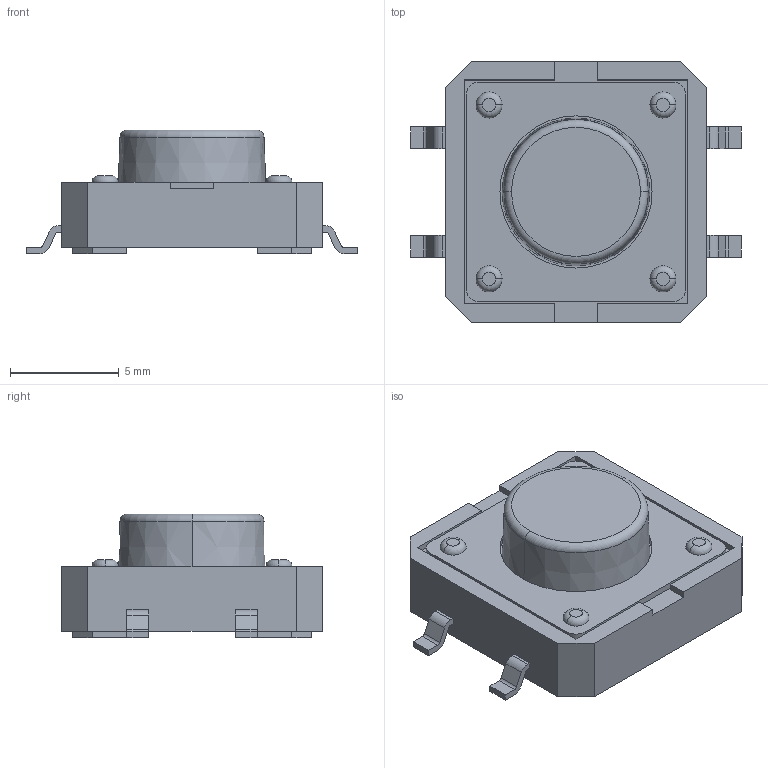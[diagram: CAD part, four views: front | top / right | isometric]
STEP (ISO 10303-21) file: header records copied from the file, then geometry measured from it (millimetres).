
FILE_DESCRIPTION (( 'STEP AP214' ), '1' );
FILE_NAME ('KEY-SMD_4P-L12.0-W12.0-P5.00-LS15.2.step', '2023-11-28T02:33:47', ( '' ), ( '' ), 'SwSTEP 2.0', 'SolidWorks 2020', '' );
FILE_SCHEMA (( 'AUTOMOTIVE_DESIGN' ));
Length unit declared in the file: millimetre
Products named in the file (1): KEY-SMD_4P-L12.0-W12.0-P5.00-LS15.2
Bounding box: 15.2 x 12 x 5.7 mm (x, y, z)
Volume: 515 mm3; surface area: 535.4 mm2
Topology: 1 solids, 1 shells, 351 faces, 943 edges, 628 vertices
Faces by surface type: plane 219, bspline 98, cylinder 22, torus 10, cone 2
Entity records: 15324 total; most frequent: CARTESIAN_POINT 3229, ORIENTED_EDGE 1886, DIRECTION 1327, EDGE_CURVE 943, LINE 667, VECTOR 667, VERTEX_POINT 628, EDGE_LOOP 385
